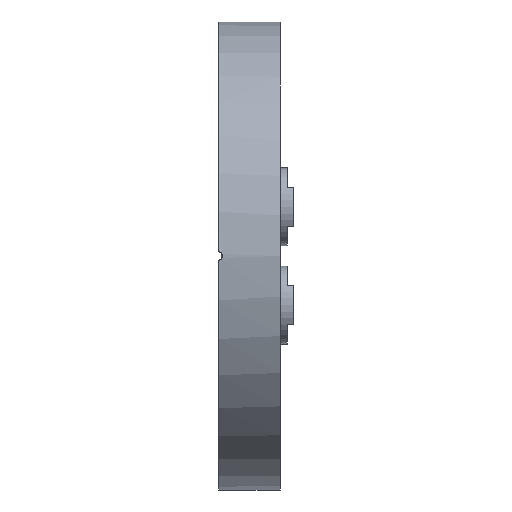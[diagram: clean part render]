
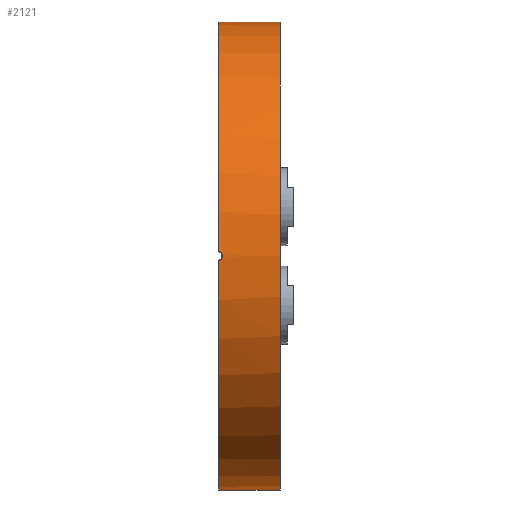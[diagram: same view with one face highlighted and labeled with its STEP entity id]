
A CAD part, left-side view. The second image highlights one B-rep face of the part: STEP entity #2121.
In plain terms, the highlighted cylindrical face has radius 57.15 mm (diameter 114.3 mm), a partial arc.
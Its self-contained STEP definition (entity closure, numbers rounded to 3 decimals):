
#75 = CARTESIAN_POINT ( 'NONE',  ( -57.144, -0.615, 0.799 ) ) ;
#105 = VERTEX_POINT ( 'NONE', #2013 ) ;
#357 = DIRECTION ( 'NONE',  ( 0., 0., 1. ) ) ;
#451 = DIRECTION ( 'NONE',  ( 0., 1., 0. ) ) ;
#457 = EDGE_LOOP ( 'NONE', ( #5604, #8738, #12360, #1003, #8412, #10033 ) ) ;
#809 = DIRECTION ( 'NONE',  ( 0., 1., 0. ) ) ;
#820 = AXIS2_PLACEMENT_3D ( 'NONE', #4256, #10873, #10732 ) ;
#838 = EDGE_CURVE ( 'NONE', #3954, #105, #9490, .T. ) ;
#978 = CARTESIAN_POINT ( 'NONE',  ( -57.147, -0.799, 0.615 ) ) ;
#1003 = ORIENTED_EDGE ( 'NONE', *, *, #2936, .F. ) ;
#1077 = CARTESIAN_POINT ( 'NONE',  ( 0., -15., 57.15 ) ) ;
#1341 = EDGE_CURVE ( 'NONE', #8621, #11796, #7376, .T. ) ;
#1367 = CARTESIAN_POINT ( 'NONE',  ( -57.141, 0., 1. ) ) ;
#1830 = AXIS2_PLACEMENT_3D ( 'NONE', #6150, #451, #357 ) ;
#1947 = CARTESIAN_POINT ( 'NONE',  ( -57.15, -0.974, 0.263 ) ) ;
#1985 = CARTESIAN_POINT ( 'NONE',  ( -57.141, 0., -1. ) ) ;
#2013 = CARTESIAN_POINT ( 'NONE',  ( 0., 0., 57.15 ) ) ;
#2121 = ADVANCED_FACE ( 'NONE', ( #12053 ), #10701, .T. ) ;
#2242 = DIRECTION ( 'NONE',  ( 0., 1., 0. ) ) ;
#2353 = CARTESIAN_POINT ( 'NONE',  ( 0., -15., -57.15 ) ) ;
#2364 = VECTOR ( 'NONE', #2242, 1000. ) ;
#2890 = CARTESIAN_POINT ( 'NONE',  ( -57.148, -0.874, -0.503 ) ) ;
#2936 = EDGE_CURVE ( 'NONE', #8621, #105, #2957, .T. ) ;
#2957 = CIRCLE ( 'NONE', #1830, 57.15 ) ;
#3954 = VERTEX_POINT ( 'NONE', #11545 ) ;
#4061 = CARTESIAN_POINT ( 'NONE',  ( 0., 0., -57.15 ) ) ;
#4238 = DIRECTION ( 'NONE',  ( 0., 1., 0. ) ) ;
#4256 = CARTESIAN_POINT ( 'NONE',  ( 0., 0., 0. ) ) ;
#4460 = DIRECTION ( 'NONE',  ( 0., 0., 1. ) ) ;
#4760 = CARTESIAN_POINT ( 'NONE',  ( -57.15, -1., 0.131 ) ) ;
#4861 = CARTESIAN_POINT ( 'NONE',  ( -57.143, -0.521, -0.893 ) ) ;
#5146 = LINE ( 'NONE', #2353, #10339 ) ;
#5197 = VERTEX_POINT ( 'NONE', #11279 ) ;
#5526 = CIRCLE ( 'NONE', #9042, 57.15 ) ;
#5604 = ORIENTED_EDGE ( 'NONE', *, *, #9858, .F. ) ;
#5750 = CARTESIAN_POINT ( 'NONE',  ( -57.141, 0., 1. ) ) ;
#5851 = CIRCLE ( 'NONE', #820, 57.15 ) ;
#5959 = CARTESIAN_POINT ( 'NONE',  ( -57.141, 0., -1. ) ) ;
#6150 = CARTESIAN_POINT ( 'NONE',  ( 0., 0., 0. ) ) ;
#6156 = DIRECTION ( 'NONE',  ( 0., 0., 1. ) ) ;
#6603 = CARTESIAN_POINT ( 'NONE',  ( -57.143, -0.504, 0.874 ) ) ;
#6725 = CARTESIAN_POINT ( 'NONE',  ( -57.15, -0.974, -0.261 ) ) ;
#6881 = CARTESIAN_POINT ( 'NONE',  ( 0., -15., 0. ) ) ;
#7376 = B_SPLINE_CURVE_WITH_KNOTS ( 'NONE', 3,
 ( #5750, #10434, #11319, #6603, #75, #978, #9459, #1947, #4760, #8598, #6725, #2890, #10367, #4861, #9536, #1985 ),
 .UNSPECIFIED., .F., .F.,
 ( 4, 2, 2, 2, 2, 2, 2, 4 ),
 ( 0., 0., 0.001, 0.001, 0.002, 0.002, 0.002, 0.003 ),
 .UNSPECIFIED. ) ;
#7611 = VERTEX_POINT ( 'NONE', #4061 ) ;
#8412 = ORIENTED_EDGE ( 'NONE', *, *, #1341, .T. ) ;
#8572 = EDGE_CURVE ( 'NONE', #7611, #11796, #5851, .T. ) ;
#8598 = CARTESIAN_POINT ( 'NONE',  ( -57.15, -1., -0.13 ) ) ;
#8621 = VERTEX_POINT ( 'NONE', #1367 ) ;
#8738 = ORIENTED_EDGE ( 'NONE', *, *, #11516, .T. ) ;
#9042 = AXIS2_PLACEMENT_3D ( 'NONE', #10234, #809, #4460 ) ;
#9459 = CARTESIAN_POINT ( 'NONE',  ( -57.148, -0.874, 0.503 ) ) ;
#9490 = LINE ( 'NONE', #1077, #2364 ) ;
#9536 = CARTESIAN_POINT ( 'NONE',  ( -57.141, -0.264, -1. ) ) ;
#9858 = EDGE_CURVE ( 'NONE', #5197, #7611, #5146, .T. ) ;
#10033 = ORIENTED_EDGE ( 'NONE', *, *, #8572, .F. ) ;
#10234 = CARTESIAN_POINT ( 'NONE',  ( 0., -15., 0. ) ) ;
#10339 = VECTOR ( 'NONE', #10845, 1000. ) ;
#10367 = CARTESIAN_POINT ( 'NONE',  ( -57.147, -0.801, -0.613 ) ) ;
#10434 = CARTESIAN_POINT ( 'NONE',  ( -57.141, -0.132, 1. ) ) ;
#10701 = CYLINDRICAL_SURFACE ( 'NONE', #12149, 57.15 ) ;
#10732 = DIRECTION ( 'NONE',  ( 0., 0., 1. ) ) ;
#10845 = DIRECTION ( 'NONE',  ( 0., 1., 0. ) ) ;
#10873 = DIRECTION ( 'NONE',  ( 0., 1., 0. ) ) ;
#11279 = CARTESIAN_POINT ( 'NONE',  ( 0., -15., -57.15 ) ) ;
#11319 = CARTESIAN_POINT ( 'NONE',  ( -57.142, -0.262, 0.974 ) ) ;
#11516 = EDGE_CURVE ( 'NONE', #5197, #3954, #5526, .T. ) ;
#11545 = CARTESIAN_POINT ( 'NONE',  ( 0., -15., 57.15 ) ) ;
#11796 = VERTEX_POINT ( 'NONE', #5959 ) ;
#12053 = FACE_OUTER_BOUND ( 'NONE', #457, .T. ) ;
#12149 = AXIS2_PLACEMENT_3D ( 'NONE', #6881, #4238, #6156 ) ;
#12360 = ORIENTED_EDGE ( 'NONE', *, *, #838, .T. ) ;
